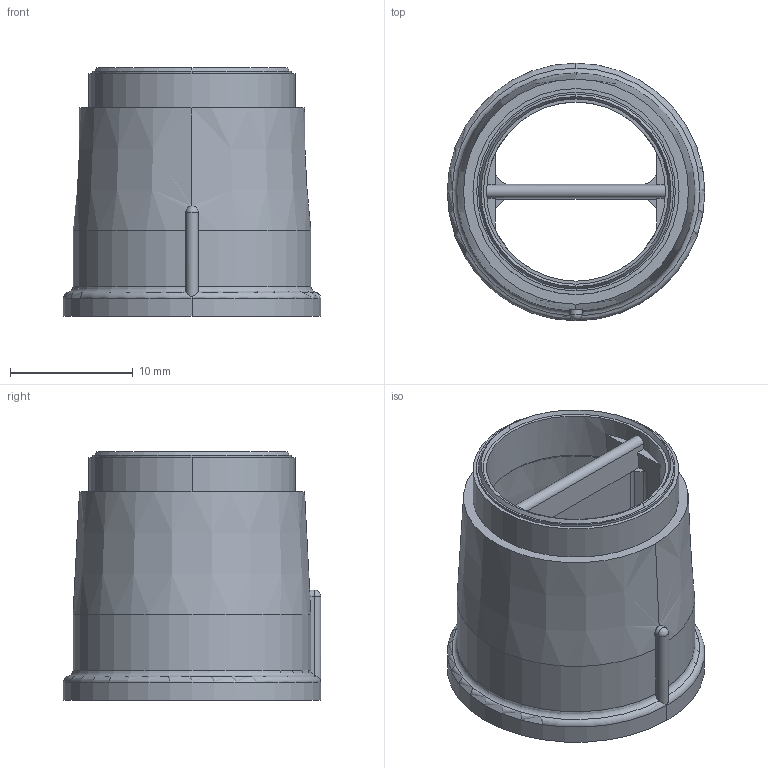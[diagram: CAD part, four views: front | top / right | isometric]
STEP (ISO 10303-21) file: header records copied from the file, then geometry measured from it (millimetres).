
FILE_DESCRIPTION((''),'2;1');
FILE_NAME('芵噩芠','2016-06-20T',('Administrator'),(''),'CREO PARAMETRIC BY PTC INC, 2014350','CREO PARAMETRIC BY PTC INC, 2014350','');
FILE_SCHEMA(('CONFIG_CONTROL_DESIGN'));
Length unit declared in the file: millimetre
Products named in the file (1): 芵噩芠
Bounding box: 21 x 21 x 20.3 mm (x, y, z)
Volume: 2000.1 mm3; surface area: 3020.8 mm2
Topology: 1 solids, 1 shells, 102 faces, 262 edges, 165 vertices
Faces by surface type: cylinder 42, plane 36, cone 10, bspline 8, torus 5, sphere 1
Entity records: 3645 total; most frequent: CARTESIAN_POINT 1160, ORIENTED_EDGE 522, DIRECTION 461, EDGE_CURVE 261, AXIS2_PLACEMENT_3D 182, VERTEX_POINT 165, EDGE_LOOP 110, FACE_OUTER_BOUND 102
